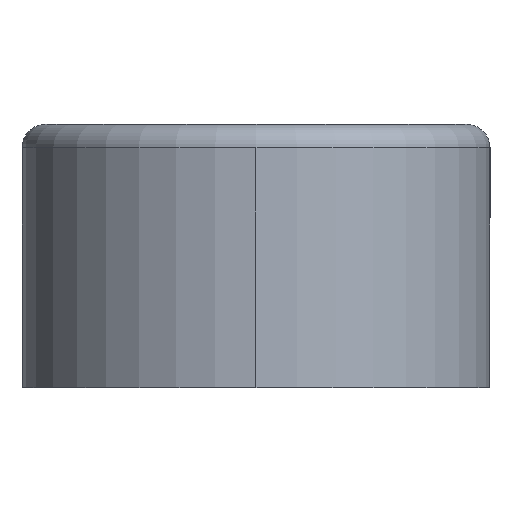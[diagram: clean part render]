
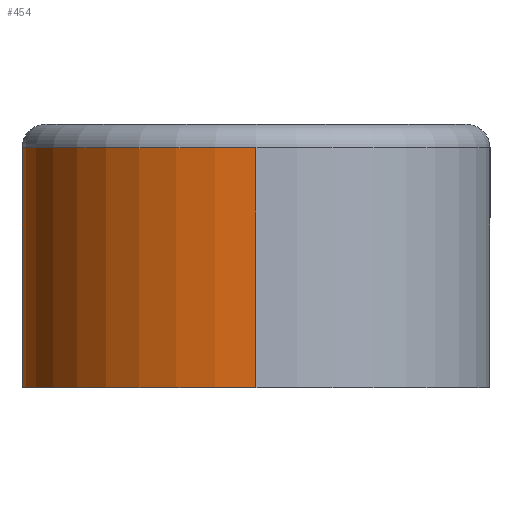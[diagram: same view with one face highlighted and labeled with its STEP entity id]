
A CAD part, left-side view. The second image highlights one B-rep face of the part: STEP entity #454.
In plain terms, the highlighted cylindrical face has radius 2 mm (diameter 4 mm), a partial arc.
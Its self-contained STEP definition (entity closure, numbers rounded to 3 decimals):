
#13 = VERTEX_POINT ( 'NONE', #209 ) ;
#33 = CARTESIAN_POINT ( 'NONE',  ( 0.508, 1.935, 1.221 ) ) ;
#34 = CARTESIAN_POINT ( 'NONE',  ( 2., 0., 1.05 ) ) ;
#36 = CARTESIAN_POINT ( 'NONE',  ( 0., 2., 1.45 ) ) ;
#73 = ORIENTED_EDGE ( 'NONE', *, *, #800, .T. ) ;
#81 = EDGE_CURVE ( 'NONE', #270, #257, #818, .T. ) ;
#84 = EDGE_LOOP ( 'NONE', ( #764, #678, #732, #684, #439, #867, #73 ) ) ;
#106 = CARTESIAN_POINT ( 'NONE',  ( 0., 2., 2.25 ) ) ;
#107 = AXIS2_PLACEMENT_3D ( 'NONE', #577, #697, #706 ) ;
#114 = CIRCLE ( 'NONE', #703, 2. ) ;
#124 = FACE_OUTER_BOUND ( 'NONE', #84, .T. ) ;
#143 = CYLINDRICAL_SURFACE ( 'NONE', #852, 2. ) ;
#150 = EDGE_CURVE ( 'NONE', #13, #270, #854, .T. ) ;
#162 = CARTESIAN_POINT ( 'NONE',  ( 0.265, 1.982, 1.327 ) ) ;
#174 = CARTESIAN_POINT ( 'NONE',  ( 0.349, 1.97, 1.289 ) ) ;
#184 = DIRECTION ( 'NONE',  ( 0., 0., -1. ) ) ;
#187 = DIRECTION ( 'NONE',  ( 0., 0., -1. ) ) ;
#207 = CARTESIAN_POINT ( 'NONE',  ( 1.15, 1.636, 1.05 ) ) ;
#209 = CARTESIAN_POINT ( 'NONE',  ( -2., 0., 2.05 ) ) ;
#236 = VERTEX_POINT ( 'NONE', #36 ) ;
#237 = CARTESIAN_POINT ( 'NONE',  ( 0.582, 1.914, 1.191 ) ) ;
#248 = CARTESIAN_POINT ( 'NONE',  ( 0., 0., 1.05 ) ) ;
#257 = VERTEX_POINT ( 'NONE', #513 ) ;
#270 = VERTEX_POINT ( 'NONE', #658 ) ;
#297 = CARTESIAN_POINT ( 'NONE',  ( -2., 0., 2.25 ) ) ;
#309 = VECTOR ( 'NONE', #712, 1000. ) ;
#312 = CARTESIAN_POINT ( 'NONE',  ( 1.15, 1.636, 1.05 ) ) ;
#315 = CARTESIAN_POINT ( 'NONE',  ( 0.28, 1.98, 1.32 ) ) ;
#317 = VERTEX_POINT ( 'NONE', #34 ) ;
#318 = CARTESIAN_POINT ( 'NONE',  ( 0.575, 1.916, 1.194 ) ) ;
#334 = DIRECTION ( 'NONE',  ( 0., 0., -1. ) ) ;
#356 = EDGE_CURVE ( 'NONE', #536, #236, #585, .T. ) ;
#380 = CARTESIAN_POINT ( 'NONE',  ( 0.286, 1.979, 1.317 ) ) ;
#388 = VECTOR ( 'NONE', #756, 1000. ) ;
#391 = CARTESIAN_POINT ( 'NONE',  ( 0.291, 1.979, 1.315 ) ) ;
#393 = CARTESIAN_POINT ( 'NONE',  ( 0.199, 1.99, 1.357 ) ) ;
#396 = CARTESIAN_POINT ( 'NONE',  ( 0.251, 1.984, 1.333 ) ) ;
#397 = DIRECTION ( 'NONE',  ( 0., 0., -1. ) ) ;
#400 = DIRECTION ( 'NONE',  ( 1., 0., 0. ) ) ;
#405 = B_SPLINE_CURVE_WITH_KNOTS ( 'NONE', 3,
 ( #651, #858, #799, #393, #718, #396, #162, #315, #380, #733, #391, #174, #870, #664, #33, #866, #648, #318, #514, #237, #661, #589, #312 ),
 .UNSPECIFIED., .F., .F.,
 ( 4, 2, 2, 1, 1, 2, 2, 2, 1, 1, 1, 2, 2, 4 ),
 ( 0., 0.125, 0.188, 0.219, 0.234, 0.242, 0.25, 0.375, 0.437, 0.469, 0.484, 0.492, 0.5, 1. ),
 .UNSPECIFIED. ) ;
#416 = EDGE_CURVE ( 'NONE', #581, #317, #114, .T. ) ;
#439 = ORIENTED_EDGE ( 'NONE', *, *, #876, .T. ) ;
#454 = ADVANCED_FACE ( 'NONE', ( #124 ), #143, .T. ) ;
#467 = DIRECTION ( 'NONE',  ( -1., 0., 0. ) ) ;
#513 = CARTESIAN_POINT ( 'NONE',  ( 2., 0., 0. ) ) ;
#514 = CARTESIAN_POINT ( 'NONE',  ( 0.58, 1.914, 1.192 ) ) ;
#536 = VERTEX_POINT ( 'NONE', #548 ) ;
#548 = CARTESIAN_POINT ( 'NONE',  ( 0., 2., 2.05 ) ) ;
#577 = CARTESIAN_POINT ( 'NONE',  ( 0., 0., 0. ) ) ;
#581 = VERTEX_POINT ( 'NONE', #207 ) ;
#585 = LINE ( 'NONE', #106, #659 ) ;
#589 = CARTESIAN_POINT ( 'NONE',  ( 1.009, 1.736, 1.05 ) ) ;
#601 = EDGE_CURVE ( 'NONE', #317, #257, #701, .T. ) ;
#623 = AXIS2_PLACEMENT_3D ( 'NONE', #810, #187, #675 ) ;
#648 = CARTESIAN_POINT ( 'NONE',  ( 0.567, 1.918, 1.197 ) ) ;
#651 = CARTESIAN_POINT ( 'NONE',  ( 0., 2., 1.45 ) ) ;
#658 = CARTESIAN_POINT ( 'NONE',  ( -2., 0., 0. ) ) ;
#659 = VECTOR ( 'NONE', #334, 1000. ) ;
#661 = CARTESIAN_POINT ( 'NONE',  ( 0.822, 1.84, 1.097 ) ) ;
#664 = CARTESIAN_POINT ( 'NONE',  ( 0.473, 1.943, 1.235 ) ) ;
#675 = DIRECTION ( 'NONE',  ( 1., 0., 0. ) ) ;
#678 = ORIENTED_EDGE ( 'NONE', *, *, #601, .T. ) ;
#684 = ORIENTED_EDGE ( 'NONE', *, *, #150, .F. ) ;
#691 = CARTESIAN_POINT ( 'NONE',  ( 2., 0., 2.25 ) ) ;
#697 = DIRECTION ( 'NONE',  ( 0., 0., -1. ) ) ;
#701 = LINE ( 'NONE', #691, #388 ) ;
#703 = AXIS2_PLACEMENT_3D ( 'NONE', #248, #184, #400 ) ;
#706 = DIRECTION ( 'NONE',  ( -1., 0., 0. ) ) ;
#712 = DIRECTION ( 'NONE',  ( 0., 0., -1. ) ) ;
#718 = CARTESIAN_POINT ( 'NONE',  ( 0.221, 1.988, 1.347 ) ) ;
#732 = ORIENTED_EDGE ( 'NONE', *, *, #81, .F. ) ;
#733 = CARTESIAN_POINT ( 'NONE',  ( 0.29, 1.979, 1.315 ) ) ;
#756 = DIRECTION ( 'NONE',  ( 0., 0., -1. ) ) ;
#764 = ORIENTED_EDGE ( 'NONE', *, *, #416, .T. ) ;
#799 = CARTESIAN_POINT ( 'NONE',  ( 0.126, 1.997, 1.391 ) ) ;
#800 = EDGE_CURVE ( 'NONE', #236, #581, #405, .T. ) ;
#802 = CARTESIAN_POINT ( 'NONE',  ( 0., 0., 2.25 ) ) ;
#810 = CARTESIAN_POINT ( 'NONE',  ( 0., 0., 2.05 ) ) ;
#818 = CIRCLE ( 'NONE', #107, 2. ) ;
#852 = AXIS2_PLACEMENT_3D ( 'NONE', #802, #397, #467 ) ;
#854 = LINE ( 'NONE', #297, #309 ) ;
#858 = CARTESIAN_POINT ( 'NONE',  ( 0.067, 2., 1.418 ) ) ;
#866 = CARTESIAN_POINT ( 'NONE',  ( 0.547, 1.924, 1.205 ) ) ;
#867 = ORIENTED_EDGE ( 'NONE', *, *, #356, .T. ) ;
#870 = CARTESIAN_POINT ( 'NONE',  ( 0.4, 1.96, 1.266 ) ) ;
#876 = EDGE_CURVE ( 'NONE', #13, #536, #884, .T. ) ;
#884 = CIRCLE ( 'NONE', #623, 2. ) ;
